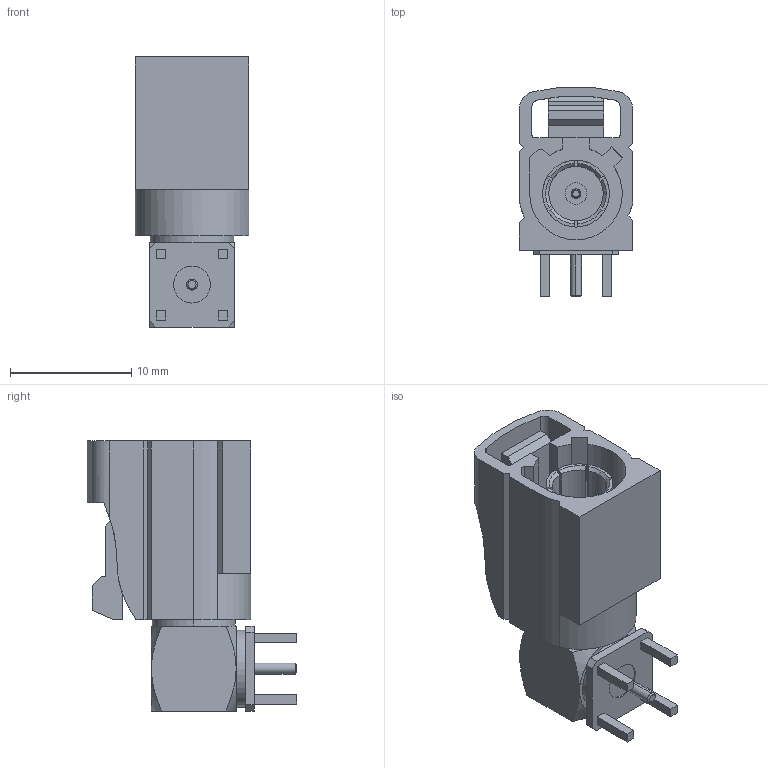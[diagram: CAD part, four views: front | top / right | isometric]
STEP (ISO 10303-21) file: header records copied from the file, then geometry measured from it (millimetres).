
FILE_DESCRIPTION (( 'STEP AP214' ), '1' );
FILE_NAME ('RFPCB-FAKRA-FR-4G-98_3D.step', '2023-03-17T15:13:34', ( '' ), ( '' ), 'SwSTEP 2.0', 'SolidWorks 2022', '' );
FILE_SCHEMA (( 'AUTOMOTIVE_DESIGN' ));
Length unit declared in the file: inch
Products named in the file (1): RFPCB-FAKRA-FR-4G-98_3D
Bounding box: 9.4 x 17.28 x 22.29 mm (x, y, z)
Volume: 1569.7 mm3; surface area: 1877.8 mm2
Topology: 1 solids, 1 shells, 168 faces, 441 edges, 288 vertices
Faces by surface type: plane 114, cylinder 33, cone 19, bspline 2
Entity records: 5297 total; most frequent: CARTESIAN_POINT 1082, ORIENTED_EDGE 882, DIRECTION 847, EDGE_CURVE 441, LINE 293, VECTOR 293, VERTEX_POINT 288, AXIS2_PLACEMENT_3D 277
